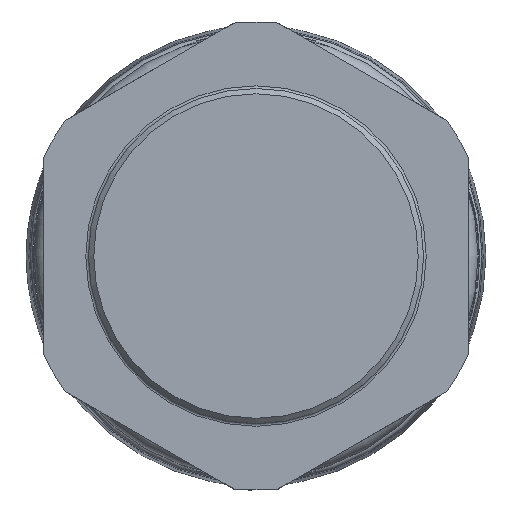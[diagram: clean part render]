
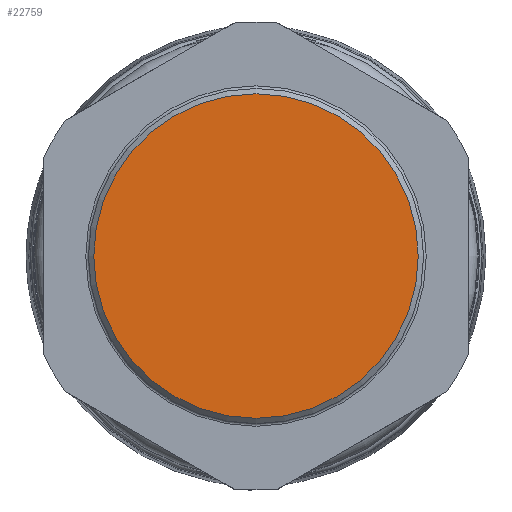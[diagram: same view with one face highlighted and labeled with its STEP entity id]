
A CAD part, left-side view. The second image highlights one B-rep face of the part: STEP entity #22759.
In plain terms, the highlighted planar face has unit normal (-1, 0, 0).
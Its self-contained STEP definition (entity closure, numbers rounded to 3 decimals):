
#3303=PLANE('',#24059);
#3923=FACE_OUTER_BOUND('',#5210,.T.);
#5210=EDGE_LOOP('',(#16459,#16460));
#6232=CIRCLE('',#24060,30.5);
#6233=CIRCLE('',#24061,30.5);
#9092=VERTEX_POINT('',#39198);
#9093=VERTEX_POINT('',#39199);
#11789=EDGE_CURVE('',#9092,#9093,#6232,.T.);
#11790=EDGE_CURVE('',#9093,#9092,#6233,.T.);
#16459=ORIENTED_EDGE('',*,*,#11789,.F.);
#16460=ORIENTED_EDGE('',*,*,#11790,.F.);
#22759=ADVANCED_FACE('',(#3923),#3303,.T.);
#24059=AXIS2_PLACEMENT_3D('',#39197,#26964,#26965);
#24060=AXIS2_PLACEMENT_3D('',#39200,#26966,#26967);
#24061=AXIS2_PLACEMENT_3D('',#39201,#26968,#26969);
#26964=DIRECTION('center_axis',(-1.,0.,0.));
#26965=DIRECTION('ref_axis',(0.,0.,
-1.));
#26966=DIRECTION('center_axis',(1.,0.,0.));
#26967=DIRECTION('ref_axis',(0.,0.,
1.));
#26968=DIRECTION('center_axis',(1.,0.,0.));
#26969=DIRECTION('ref_axis',(0.,0.,
1.));
#39197=CARTESIAN_POINT('Origin',(-51.822,-30.5,0.));
#39198=CARTESIAN_POINT('',(-51.822,-30.5,0.));
#39199=CARTESIAN_POINT('',(-51.822,30.5,0.));
#39200=CARTESIAN_POINT('Origin',(-51.822,0.,
0.));
#39201=CARTESIAN_POINT('Origin',(-51.822,0.,
0.));
